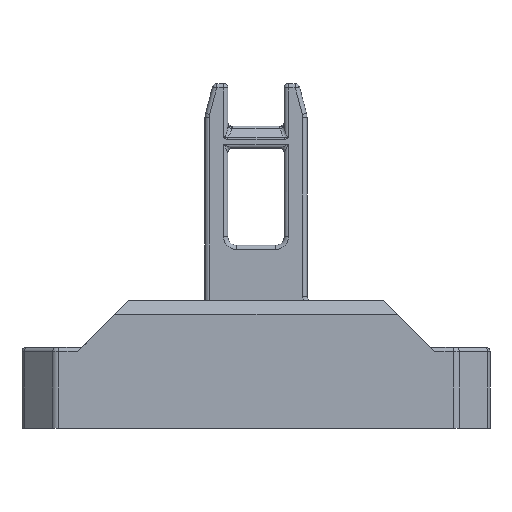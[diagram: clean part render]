
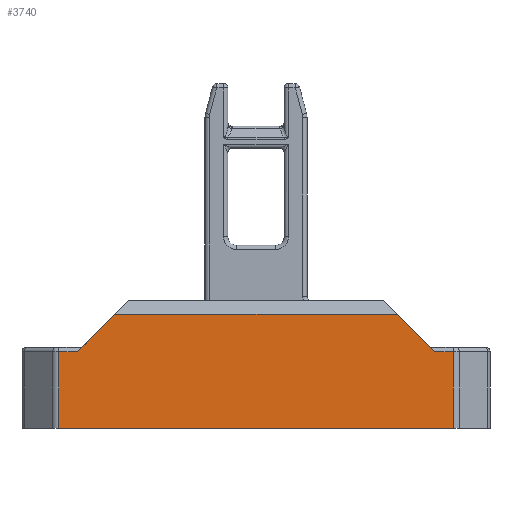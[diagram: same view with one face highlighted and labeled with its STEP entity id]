
A CAD part, front view. The second image highlights one B-rep face of the part: STEP entity #3740.
In plain terms, the highlighted planar face has unit normal (0, -1, 0).
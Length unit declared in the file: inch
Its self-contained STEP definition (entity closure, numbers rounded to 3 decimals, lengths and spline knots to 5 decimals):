
#367 = VERTEX_POINT ( 'NONE', #12293 ) ;
#465 = CARTESIAN_POINT ( 'NONE',  ( 0.65354, -0.27559, 0.52756 ) ) ;
#612 = CARTESIAN_POINT ( 'NONE',  ( -0.82677, -0.27559, 0.35433 ) ) ;
#757 = EDGE_LOOP ( 'NONE', ( #1263, #13257, #13686, #6914, #1711, #11102, #9096, #1091 ) ) ;
#1091 = ORIENTED_EDGE ( 'NONE', *, *, #3460, .T. ) ;
#1263 = ORIENTED_EDGE ( 'NONE', *, *, #1270, .T. ) ;
#1270 = EDGE_CURVE ( 'NONE', #6978, #3194, #2456, .T. ) ;
#1295 = CARTESIAN_POINT ( 'NONE',  ( 0.91283, -0.27559, 0.37402 ) ) ;
#1711 = ORIENTED_EDGE ( 'NONE', *, *, #4475, .T. ) ;
#2294 = VERTEX_POINT ( 'NONE', #12656 ) ;
#2373 = PLANE ( 'NONE',  #7964 ) ;
#2385 = VERTEX_POINT ( 'NONE', #612 ) ;
#2456 = LINE ( 'NONE', #4302, #11979 ) ;
#2886 = DIRECTION ( 'NONE',  ( -0.707, 0., 0.707 ) ) ;
#3194 = VERTEX_POINT ( 'NONE', #465 ) ;
#3318 = CARTESIAN_POINT ( 'NONE',  ( 0.82677, -0.27559, 0.35433 ) ) ;
#3460 = EDGE_CURVE ( 'NONE', #367, #6978, #11010, .T. ) ;
#3740 = ADVANCED_FACE ( 'NONE', ( #7491 ), #2373, .F. ) ;
#3859 = CARTESIAN_POINT ( 'NONE',  ( -1.08268, -0.27559, 0. ) ) ;
#3879 = EDGE_CURVE ( 'NONE', #2294, #367, #10431, .T. ) ;
#4055 = VERTEX_POINT ( 'NONE', #8068 ) ;
#4302 = CARTESIAN_POINT ( 'NONE',  ( 0.59055, -0.27559, 0.59055 ) ) ;
#4413 = VECTOR ( 'NONE', #6446, 39.37008 ) ;
#4475 = EDGE_CURVE ( 'NONE', #14821, #4055, #8069, .T. ) ;
#4855 = DIRECTION ( 'NONE',  ( 0., 0., 1. ) ) ;
#5505 = LINE ( 'NONE', #10815, #15064 ) ;
#5699 = DIRECTION ( 'NONE',  ( -1., 0., 0. ) ) ;
#6097 = VERTEX_POINT ( 'NONE', #6188 ) ;
#6163 = LINE ( 'NONE', #12978, #12406 ) ;
#6188 = CARTESIAN_POINT ( 'NONE',  ( -0.65354, -0.27559, 0.52756 ) ) ;
#6317 = VECTOR ( 'NONE', #8761, 39.37008 ) ;
#6331 = EDGE_CURVE ( 'NONE', #3194, #6097, #14580, .T. ) ;
#6446 = DIRECTION ( 'NONE',  ( -1., 0., 0. ) ) ;
#6914 = ORIENTED_EDGE ( 'NONE', *, *, #15832, .T. ) ;
#6978 = VERTEX_POINT ( 'NONE', #3318 ) ;
#7491 = FACE_OUTER_BOUND ( 'NONE', #757, .T. ) ;
#7964 = AXIS2_PLACEMENT_3D ( 'NONE', #11048, #12307, #4855 ) ;
#8059 = VECTOR ( 'NONE', #11280, 39.37008 ) ;
#8068 = CARTESIAN_POINT ( 'NONE',  ( -0.91283, -0.27559, 0. ) ) ;
#8069 = LINE ( 'NONE', #8813, #14334 ) ;
#8761 = DIRECTION ( 'NONE',  ( 0., 0., 1. ) ) ;
#8813 = CARTESIAN_POINT ( 'NONE',  ( -0.91283, -0.27559, 0. ) ) ;
#9096 = ORIENTED_EDGE ( 'NONE', *, *, #3879, .T. ) ;
#9883 = CARTESIAN_POINT ( 'NONE',  ( -0.91283, -0.27559, 0.35433 ) ) ;
#10431 = LINE ( 'NONE', #1295, #6317 ) ;
#10815 = CARTESIAN_POINT ( 'NONE',  ( -0.91283, -0.27559, 0.35433 ) ) ;
#10975 = LINE ( 'NONE', #3859, #8059 ) ;
#11010 = LINE ( 'NONE', #13936, #4413 ) ;
#11048 = CARTESIAN_POINT ( 'NONE',  ( -1.08268, -0.27559, 0.37402 ) ) ;
#11102 = ORIENTED_EDGE ( 'NONE', *, *, #14860, .T. ) ;
#11280 = DIRECTION ( 'NONE',  ( 1., 0., 0. ) ) ;
#11612 = VECTOR ( 'NONE', #12969, 39.37008 ) ;
#11979 = VECTOR ( 'NONE', #2886, 39.37008 ) ;
#11995 = EDGE_CURVE ( 'NONE', #6097, #2385, #6163, .T. ) ;
#12293 = CARTESIAN_POINT ( 'NONE',  ( 0.91283, -0.27559, 0.35433 ) ) ;
#12307 = DIRECTION ( 'NONE',  ( 0., 1., 0. ) ) ;
#12406 = VECTOR ( 'NONE', #14227, 39.37008 ) ;
#12656 = CARTESIAN_POINT ( 'NONE',  ( 0.91283, -0.27559, 0. ) ) ;
#12969 = DIRECTION ( 'NONE',  ( -1., 0., 0. ) ) ;
#12978 = CARTESIAN_POINT ( 'NONE',  ( -0.59055, -0.27559, 0.59055 ) ) ;
#13257 = ORIENTED_EDGE ( 'NONE', *, *, #6331, .T. ) ;
#13686 = ORIENTED_EDGE ( 'NONE', *, *, #11995, .T. ) ;
#13846 = DIRECTION ( 'NONE',  ( 0., 0., -1. ) ) ;
#13936 = CARTESIAN_POINT ( 'NONE',  ( 0.80709, -0.27559, 0.35433 ) ) ;
#14227 = DIRECTION ( 'NONE',  ( -0.707, 0., -0.707 ) ) ;
#14334 = VECTOR ( 'NONE', #13846, 39.37008 ) ;
#14580 = LINE ( 'NONE', #15499, #11612 ) ;
#14821 = VERTEX_POINT ( 'NONE', #9883 ) ;
#14860 = EDGE_CURVE ( 'NONE', #4055, #2294, #10975, .T. ) ;
#15064 = VECTOR ( 'NONE', #5699, 39.37008 ) ;
#15499 = CARTESIAN_POINT ( 'NONE',  ( -0.59055, -0.27559, 0.52756 ) ) ;
#15832 = EDGE_CURVE ( 'NONE', #2385, #14821, #5505, .T. ) ;
